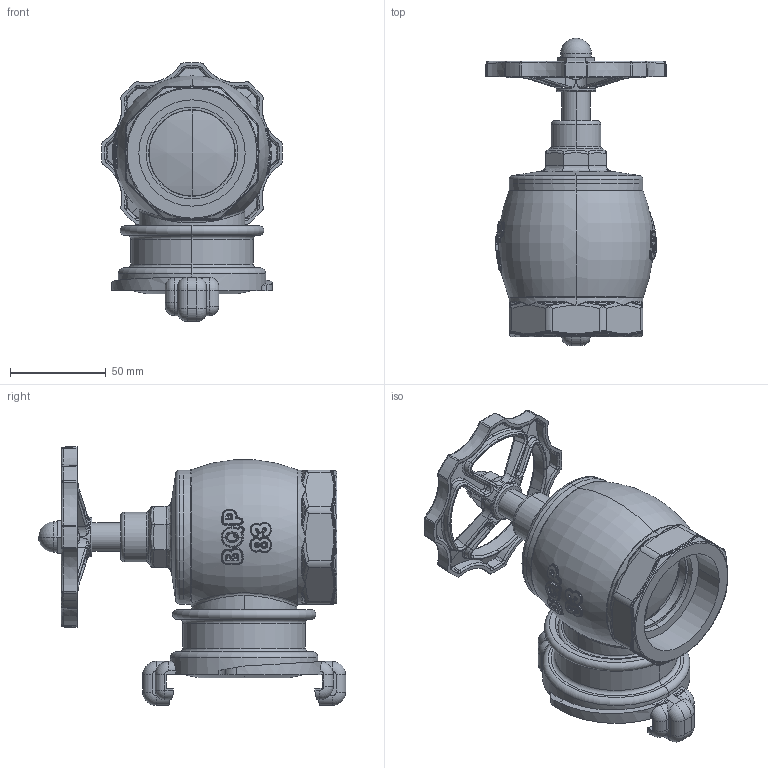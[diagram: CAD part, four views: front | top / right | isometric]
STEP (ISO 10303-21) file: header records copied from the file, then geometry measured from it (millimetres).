
FILE_DESCRIPTION (( 'STEP AP214' ), '1' );
FILE_NAME ('BV chi tiet bo SP van D50.00.STEP', '2025-07-16T14:10:21', ( '' ), ( '' ), 'SwSTEP 2.0', 'SolidWorks 2024', '' );
FILE_SCHEMA (( 'AUTOMOTIVE_DESIGN' ));
Length unit declared in the file: millimetre
Products named in the file (1): BV chi tiet bo SP van D50.00
Bounding box: 94.5 x 160.53 x 135.23 mm (x, y, z)
Volume: 320080.3 mm3; surface area: 144623.6 mm2
Topology: 14 solids, 16 shells, 1349 faces, 3311 edges, 1950 vertices
Faces by surface type: bspline 598, torus 212, cylinder 202, cone 144, plane 137, sphere 56
Entity records: 83803 total; most frequent: CARTESIAN_POINT 57085, ORIENTED_EDGE 6472, DIRECTION 4188, EDGE_CURVE 3236, VERTEX_POINT 1947, AXIS2_PLACEMENT_3D 1879, B_SPLINE_CURVE_WITH_KNOTS 1635, EDGE_LOOP 1413
